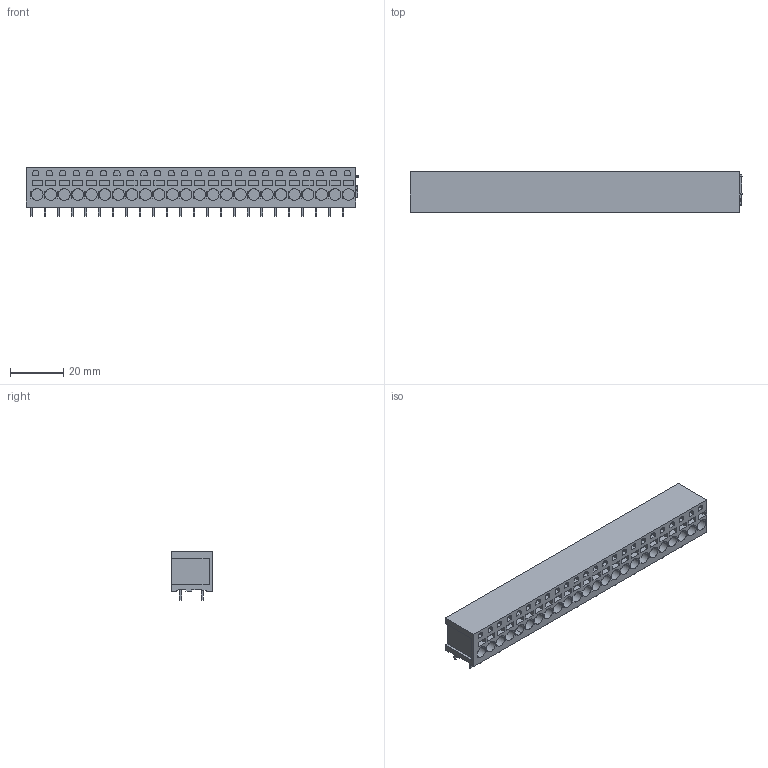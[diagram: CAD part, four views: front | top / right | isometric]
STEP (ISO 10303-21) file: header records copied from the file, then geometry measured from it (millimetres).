
FILE_DESCRIPTION(('CATIA V5 STEP Exchange','CAx-IF Rec.Pracs.--- Model Styling and Organization---1.4--- 2014-01-23'),'2;1');
FILE_NAME ('361791-2_0', '2021-07-15T07:37:18+00:00', ('none'), ('Weidmueller'), 'CATIA Version 5-6 Release 2016 SP3 HF44', 'CATIA V5 STEP AP214', 'none');
FILE_SCHEMA(('AUTOMOTIVE_DESIGN { 1 0 10303 214 1 1 1 1 }'));
Length unit declared in the file: millimetre
Products named in the file (1): 1426560000
Bounding box: 124.57 x 15.2 x 18.3 mm (x, y, z)
Volume: 24456 mm3; surface area: 12373.3 mm2
Topology: 49 solids, 49 shells, 936 faces, 2291 edges, 1528 vertices
Faces by surface type: plane 783, cylinder 153
Entity records: 27050 total; most frequent: CARTESIAN_POINT 4947, ORIENTED_EDGE 4582, DIRECTION 3662, EDGE_CURVE 2291, VECTOR 1935, LINE 1935, VERTEX_POINT 1528, EDGE_LOOP 1011
